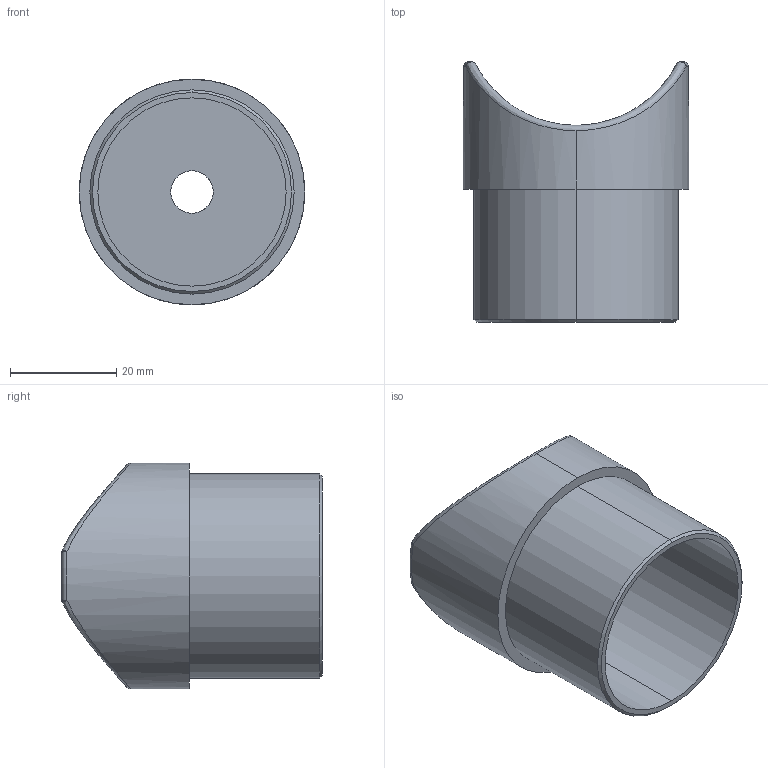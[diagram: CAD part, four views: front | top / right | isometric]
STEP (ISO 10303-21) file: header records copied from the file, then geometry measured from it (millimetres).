
FILE_DESCRIPTION (( 'STEP AP203' ), '1' );
FILE_NAME ('3D_GR1242_42.4x2_188851350.STEP', '2024-11-12T08:20:16', ( '' ), ( '' ), 'SwSTEP 2.0', 'SolidWorks 2023', '' );
FILE_SCHEMA (( 'CONFIG_CONTROL_DESIGN' ));
Length unit declared in the file: millimetre
Products named in the file (1): 3D_GR1242_42.4x2_188851350
Bounding box: 42.4 x 49 x 42.4 mm (x, y, z)
Volume: 18341.5 mm3; surface area: 11936.7 mm2
Topology: 1 solids, 1 shells, 28 faces, 56 edges, 32 vertices
Faces by surface type: cylinder 11, sphere 6, plane 5, cone 2, torus 2, bspline 2
Entity records: 1345 total; most frequent: CARTESIAN_POINT 679, DIRECTION 136, ORIENTED_EDGE 112, AXIS2_PLACEMENT_3D 61, EDGE_CURVE 56, CIRCLE 34, EDGE_LOOP 32, VERTEX_POINT 32
